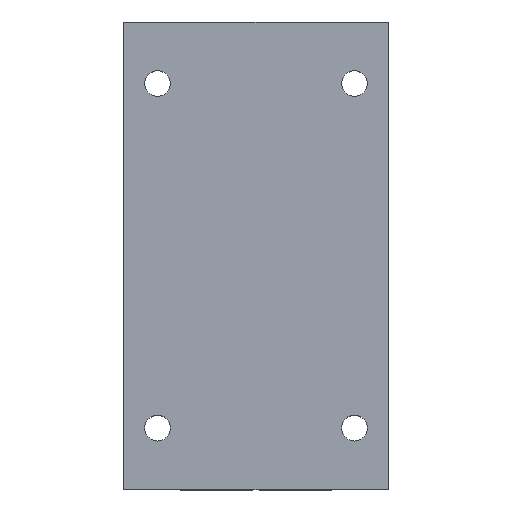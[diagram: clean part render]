
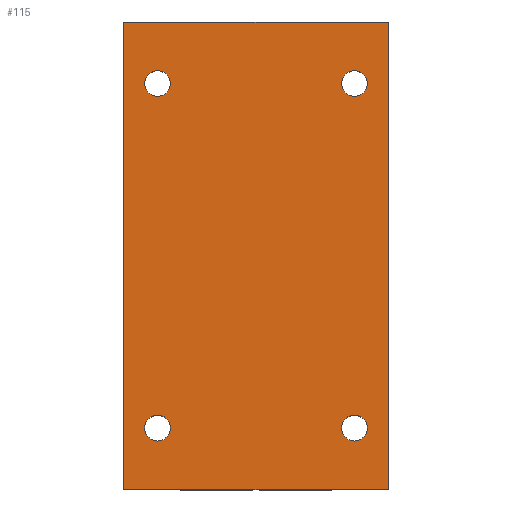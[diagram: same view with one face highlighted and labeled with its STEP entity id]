
A CAD part, top view. The second image highlights one B-rep face of the part: STEP entity #115.
In plain terms, the highlighted planar face has unit normal (0, 0, 1).
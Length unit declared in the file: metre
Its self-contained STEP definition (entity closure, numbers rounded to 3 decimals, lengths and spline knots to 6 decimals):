
#115 = ADVANCED_FACE( '', ( #246, #247, #248, #249, #250 ), #251, .T. );
#246 = FACE_BOUND( '', #393, .T. );
#247 = FACE_BOUND( '', #394, .T. );
#248 = FACE_BOUND( '', #395, .T. );
#249 = FACE_BOUND( '', #396, .T. );
#250 = FACE_OUTER_BOUND( '', #397, .T. );
#251 = PLANE( '', #398 );
#393 = EDGE_LOOP( '', ( #670 ) );
#394 = EDGE_LOOP( '', ( #671 ) );
#395 = EDGE_LOOP( '', ( #672 ) );
#396 = EDGE_LOOP( '', ( #673 ) );
#397 = EDGE_LOOP( '', ( #674, #675, #676, #677 ) );
#398 = AXIS2_PLACEMENT_3D( '', #678, #679, #680 );
#670 = ORIENTED_EDGE( '', *, *, #937, .F. );
#671 = ORIENTED_EDGE( '', *, *, #833, .F. );
#672 = ORIENTED_EDGE( '', *, *, #945, .F. );
#673 = ORIENTED_EDGE( '', *, *, #932, .F. );
#674 = ORIENTED_EDGE( '', *, *, #946, .F. );
#675 = ORIENTED_EDGE( '', *, *, #947, .F. );
#676 = ORIENTED_EDGE( '', *, *, #842, .T. );
#677 = ORIENTED_EDGE( '', *, *, #948, .T. );
#678 = CARTESIAN_POINT( '', ( -0.0215, -0.038, 0.0165 ) );
#679 = DIRECTION( '', ( 0., 0., 1. ) );
#680 = DIRECTION( '', ( 1., 0., 0. ) );
#833 = EDGE_CURVE( '', #983, #983, #984, .T. );
#842 = EDGE_CURVE( '', #1001, #999, #1002, .T. );
#932 = EDGE_CURVE( '', #1146, #1146, #1147, .T. );
#937 = EDGE_CURVE( '', #1153, #1153, #1154, .T. );
#945 = EDGE_CURVE( '', #1164, #1164, #1165, .T. );
#946 = EDGE_CURVE( '', #1166, #1167, #1168, .T. );
#947 = EDGE_CURVE( '', #1001, #1166, #1169, .T. );
#948 = EDGE_CURVE( '', #999, #1167, #1170, .T. );
#983 = VERTEX_POINT( '', #1208 );
#984 = CIRCLE( '', #1209, 0.0021 );
#999 = VERTEX_POINT( '', #1229 );
#1001 = VERTEX_POINT( '', #1232 );
#1002 = LINE( '', #1233, #1234 );
#1146 = VERTEX_POINT( '', #1489 );
#1147 = CIRCLE( '', #1490, 0.0021 );
#1153 = VERTEX_POINT( '', #1498 );
#1154 = CIRCLE( '', #1499, 0.0021 );
#1164 = VERTEX_POINT( '', #1513 );
#1165 = CIRCLE( '', #1514, 0.0021 );
#1166 = VERTEX_POINT( '', #1515 );
#1167 = VERTEX_POINT( '', #1516 );
#1168 = LINE( '', #1517, #1518 );
#1169 = LINE( '', #1519, #1520 );
#1170 = LINE( '', #1521, #1522 );
#1208 = CARTESIAN_POINT( '', ( -0.0139, -0.028, 0.0165 ) );
#1209 = AXIS2_PLACEMENT_3D( '', #1574, #1575, #1576 );
#1229 = CARTESIAN_POINT( '', ( 0.0215, -0.038, 0.0165 ) );
#1232 = CARTESIAN_POINT( '', ( -0.0215, -0.038, 0.0165 ) );
#1233 = CARTESIAN_POINT( '', ( -0.0215, -0.038, 0.0165 ) );
#1234 = VECTOR( '', #1586, 1. );
#1489 = CARTESIAN_POINT( '', ( 0.0181, 0.028, 0.0165 ) );
#1490 = AXIS2_PLACEMENT_3D( '', #1695, #1696, #1697 );
#1498 = CARTESIAN_POINT( '', ( -0.0139, 0.028, 0.0165 ) );
#1499 = AXIS2_PLACEMENT_3D( '', #1700, #1701, #1702 );
#1513 = CARTESIAN_POINT( '', ( 0.0181, -0.028, 0.0165 ) );
#1514 = AXIS2_PLACEMENT_3D( '', #1707, #1708, #1709 );
#1515 = CARTESIAN_POINT( '', ( -0.0215, 0.038, 0.0165 ) );
#1516 = CARTESIAN_POINT( '', ( 0.0215, 0.038, 0.0165 ) );
#1517 = CARTESIAN_POINT( '', ( -0.0215, 0.038, 0.0165 ) );
#1518 = VECTOR( '', #1710, 1. );
#1519 = CARTESIAN_POINT( '', ( -0.0215, -0.038, 0.0165 ) );
#1520 = VECTOR( '', #1711, 1. );
#1521 = CARTESIAN_POINT( '', ( 0.0215, -0.038, 0.0165 ) );
#1522 = VECTOR( '', #1712, 1. );
#1574 = CARTESIAN_POINT( '', ( -0.016, -0.028, 0.0165 ) );
#1575 = DIRECTION( '', ( 0., 0., 1. ) );
#1576 = DIRECTION( '', ( 1., 0., 0. ) );
#1586 = DIRECTION( '', ( 1., 0., 0. ) );
#1695 = CARTESIAN_POINT( '', ( 0.016, 0.028, 0.0165 ) );
#1696 = DIRECTION( '', ( 0., 0., 1. ) );
#1697 = DIRECTION( '', ( 1., 0., 0. ) );
#1700 = CARTESIAN_POINT( '', ( -0.016, 0.028, 0.0165 ) );
#1701 = DIRECTION( '', ( 0., 0., 1. ) );
#1702 = DIRECTION( '', ( 1., 0., 0. ) );
#1707 = CARTESIAN_POINT( '', ( 0.016, -0.028, 0.0165 ) );
#1708 = DIRECTION( '', ( 0., 0., 1. ) );
#1709 = DIRECTION( '', ( 1., 0., 0. ) );
#1710 = DIRECTION( '', ( 1., 0., 0. ) );
#1711 = DIRECTION( '', ( 0., 1., 0. ) );
#1712 = DIRECTION( '', ( 0., 1., 0. ) );
